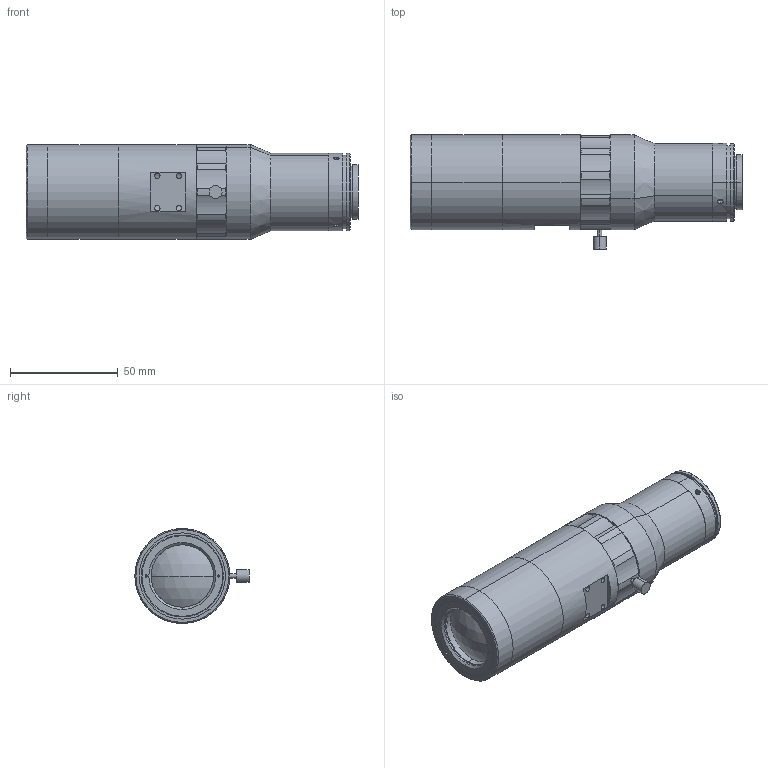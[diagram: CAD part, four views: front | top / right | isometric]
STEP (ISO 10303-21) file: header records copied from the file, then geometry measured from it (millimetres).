
FILE_DESCRIPTION (( 'STEP AP203' ), '1' );
FILE_NAME ('XF-10MDT2X65-1C-VI.STEP', '2017-06-22T09:24:43', ( 'wanglei' ), ( '' ), 'SwSTEP 2.0', 'SolidWorks 2014', '' );
FILE_SCHEMA (( 'CONFIG_CONTROL_DESIGN' ));
Length unit declared in the file: millimetre
Products named in the file (1): XF-10MDT2X65-1C-VI
Bounding box: 153.94 x 53 x 44 mm (x, y, z)
Surface area: 28920.7 mm2 (no closed solid volume)
Topology: 0 solids, 17 shells, 155 faces, 417 edges, 282 vertices
Faces by surface type: cylinder 83, plane 36, cone 32, sphere 4
Entity records: 5244 total; most frequent: CARTESIAN_POINT 1243, DIRECTION 901, ORIENTED_EDGE 698, EDGE_CURVE 417, AXIS2_PLACEMENT_3D 386, VERTEX_POINT 282, CIRCLE 230, EDGE_LOOP 182
